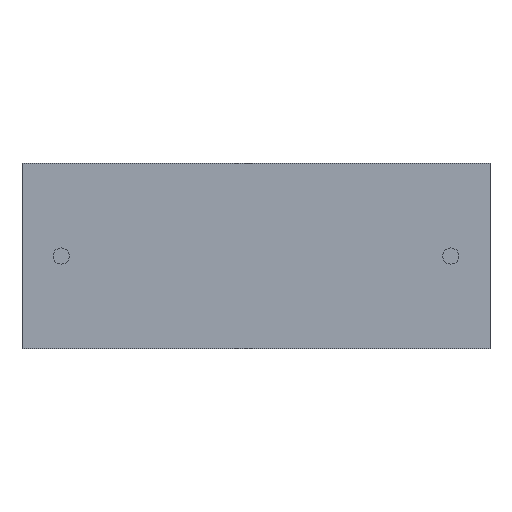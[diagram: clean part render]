
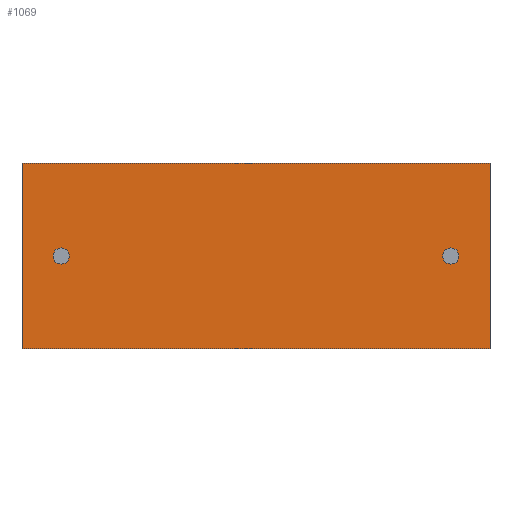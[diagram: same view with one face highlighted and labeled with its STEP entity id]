
A CAD part, front view. The second image highlights one B-rep face of the part: STEP entity #1069.
In plain terms, the highlighted planar face has unit normal (0, -1, 0).
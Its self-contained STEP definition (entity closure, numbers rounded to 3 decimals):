
#3 = CARTESIAN_POINT ( 'NONE',  ( 0., 0., 12.1 ) ) ;
#74 = EDGE_CURVE ( 'NONE', #1280, #1436, #383, .T. ) ;
#87 = ORIENTED_EDGE ( 'NONE', *, *, #820, .F. ) ;
#97 = AXIS2_PLACEMENT_3D ( 'NONE', #370, #2315, #1136 ) ;
#120 = EDGE_CURVE ( 'NONE', #801, #179, #2391, .T. ) ;
#179 = VERTEX_POINT ( 'NONE', #416 ) ;
#192 = CARTESIAN_POINT ( 'NONE',  ( 2.55, 0., 6.05 ) ) ;
#202 = EDGE_CURVE ( 'NONE', #1436, #1280, #1277, .T. ) ;
#223 = DIRECTION ( 'NONE',  ( 0., 0., 1. ) ) ;
#235 = EDGE_LOOP ( 'NONE', ( #1513, #87 ) ) ;
#239 = CARTESIAN_POINT ( 'NONE',  ( 27.95, 0., 6.05 ) ) ;
#297 = VERTEX_POINT ( 'NONE', #1018 ) ;
#332 = AXIS2_PLACEMENT_3D ( 'NONE', #837, #1987, #1431 ) ;
#350 = ORIENTED_EDGE ( 'NONE', *, *, #120, .F. ) ;
#370 = CARTESIAN_POINT ( 'NONE',  ( 0., 0., 12.1 ) ) ;
#379 = AXIS2_PLACEMENT_3D ( 'NONE', #239, #798, #1938 ) ;
#383 = CIRCLE ( 'NONE', #379, 0.525 ) ;
#408 = DIRECTION ( 'NONE',  ( 0., 0., -1. ) ) ;
#416 = CARTESIAN_POINT ( 'NONE',  ( 30.5, 0., 0. ) ) ;
#418 = ORIENTED_EDGE ( 'NONE', *, *, #932, .F. ) ;
#434 = CARTESIAN_POINT ( 'NONE',  ( 27.95, 0., 6.05 ) ) ;
#460 = VECTOR ( 'NONE', #495, 1000. ) ;
#492 = CIRCLE ( 'NONE', #332, 0.525 ) ;
#495 = DIRECTION ( 'NONE',  ( 1., 0., 0. ) ) ;
#511 = VERTEX_POINT ( 'NONE', #1325 ) ;
#609 = ORIENTED_EDGE ( 'NONE', *, *, #2329, .T. ) ;
#640 = AXIS2_PLACEMENT_3D ( 'NONE', #434, #1985, #1999 ) ;
#656 = VECTOR ( 'NONE', #408, 1000. ) ;
#771 = FACE_BOUND ( 'NONE', #235, .T. ) ;
#791 = VECTOR ( 'NONE', #1116, 1000. ) ;
#798 = DIRECTION ( 'NONE',  ( 0., 1., 0. ) ) ;
#801 = VERTEX_POINT ( 'NONE', #947 ) ;
#820 = EDGE_CURVE ( 'NONE', #297, #931, #1663, .T. ) ;
#837 = CARTESIAN_POINT ( 'NONE',  ( 2.55, 0., 6.05 ) ) ;
#887 = PLANE ( 'NONE',  #97 ) ;
#896 = CARTESIAN_POINT ( 'NONE',  ( 2.55, 0., 6.575 ) ) ;
#928 = EDGE_LOOP ( 'NONE', ( #609, #350, #418, #1725 ) ) ;
#931 = VERTEX_POINT ( 'NONE', #896 ) ;
#932 = EDGE_CURVE ( 'NONE', #1164, #801, #1147, .T. ) ;
#947 = CARTESIAN_POINT ( 'NONE',  ( 30.5, 0., 12.1 ) ) ;
#1005 = ORIENTED_EDGE ( 'NONE', *, *, #74, .T. ) ;
#1018 = CARTESIAN_POINT ( 'NONE',  ( 2.55, 0., 5.525 ) ) ;
#1069 = ADVANCED_FACE ( 'NONE', ( #1490, #2296, #771 ), #887, .F. ) ;
#1116 = DIRECTION ( 'NONE',  ( 1., 0., 0. ) ) ;
#1136 = DIRECTION ( 'NONE',  ( 0., 0., 1. ) ) ;
#1147 = LINE ( 'NONE', #2218, #460 ) ;
#1164 = VERTEX_POINT ( 'NONE', #2216 ) ;
#1277 = CIRCLE ( 'NONE', #640, 0.525 ) ;
#1280 = VERTEX_POINT ( 'NONE', #2055 ) ;
#1283 = CARTESIAN_POINT ( 'NONE',  ( 0., 0., 0. ) ) ;
#1325 = CARTESIAN_POINT ( 'NONE',  ( 0., 0., 0. ) ) ;
#1390 = EDGE_CURVE ( 'NONE', #1164, #511, #1730, .T. ) ;
#1431 = DIRECTION ( 'NONE',  ( 0., 0., 1. ) ) ;
#1436 = VERTEX_POINT ( 'NONE', #1507 ) ;
#1490 = FACE_BOUND ( 'NONE', #1760, .T. ) ;
#1507 = CARTESIAN_POINT ( 'NONE',  ( 27.95, 0., 5.525 ) ) ;
#1513 = ORIENTED_EDGE ( 'NONE', *, *, #2178, .F. ) ;
#1663 = CIRCLE ( 'NONE', #2004, 0.525 ) ;
#1715 = DIRECTION ( 'NONE',  ( 0., -1., 0. ) ) ;
#1725 = ORIENTED_EDGE ( 'NONE', *, *, #1390, .T. ) ;
#1730 = LINE ( 'NONE', #3, #1792 ) ;
#1760 = EDGE_LOOP ( 'NONE', ( #1005, #2465 ) ) ;
#1792 = VECTOR ( 'NONE', #1901, 1000. ) ;
#1901 = DIRECTION ( 'NONE',  ( 0., 0., -1. ) ) ;
#1938 = DIRECTION ( 'NONE',  ( 0., 0., -1. ) ) ;
#1953 = CARTESIAN_POINT ( 'NONE',  ( 30.5, 0., 12.1 ) ) ;
#1985 = DIRECTION ( 'NONE',  ( 0., 1., 0. ) ) ;
#1987 = DIRECTION ( 'NONE',  ( 0., -1., 0. ) ) ;
#1999 = DIRECTION ( 'NONE',  ( 0., 0., -1. ) ) ;
#2004 = AXIS2_PLACEMENT_3D ( 'NONE', #192, #1715, #223 ) ;
#2055 = CARTESIAN_POINT ( 'NONE',  ( 27.95, 0., 6.575 ) ) ;
#2178 = EDGE_CURVE ( 'NONE', #931, #297, #492, .T. ) ;
#2216 = CARTESIAN_POINT ( 'NONE',  ( 0., 0., 12.1 ) ) ;
#2218 = CARTESIAN_POINT ( 'NONE',  ( 0., 0., 12.1 ) ) ;
#2260 = LINE ( 'NONE', #1283, #791 ) ;
#2296 = FACE_OUTER_BOUND ( 'NONE', #928, .T. ) ;
#2315 = DIRECTION ( 'NONE',  ( 0., 1., 0. ) ) ;
#2329 = EDGE_CURVE ( 'NONE', #511, #179, #2260, .T. ) ;
#2391 = LINE ( 'NONE', #1953, #656 ) ;
#2465 = ORIENTED_EDGE ( 'NONE', *, *, #202, .T. ) ;
